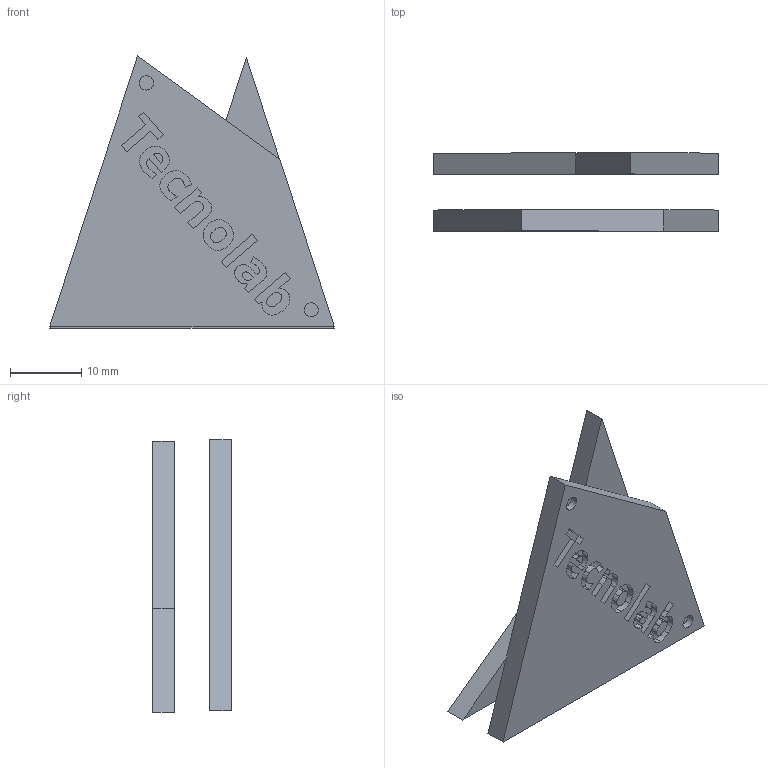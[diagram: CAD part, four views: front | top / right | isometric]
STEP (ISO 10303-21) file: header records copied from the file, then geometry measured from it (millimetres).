
FILE_DESCRIPTION(('FreeCAD Model'),'2;1');
FILE_NAME('Teselas-penrose-tecnolab.step', '2016-10-28T12:35:19',(''),(''),'Open CASCADE STEP processor 6.8', 'FreeCAD','Unknown');
FILE_SCHEMA(('AUTOMOTIVE_DESIGN_CC2 { 1 2 10303 214 -1 1 5 4 }'));
Length unit declared in the file: millimetre
Products named in the file (3): ASSEMBLY; Cometa; Flecha
Assembly tree (2 placements, depth 2):
  ASSEMBLY
    Cometa
    Flecha
Bounding box: 40 x 11 x 38.27 mm (x, y, z)
Volume: 4419.6 mm3; surface area: 4139.5 mm2
Topology: 2 solids, 2 shells, 298 faces, 801 edges, 534 vertices
Faces by surface type: extrusion 162, plane 132, cylinder 4
Full cylindrical faces by diameter (mm): 2 x4
Entity records: 19959 total; most frequent: CARTESIAN_POINT 4906, DIRECTION 2195, VECTOR 1901, LINE 1739, ORIENTED_EDGE 1602, PCURVE 1602, DEFINITIONAL_REPRESENTATION 1602, B_SPLINE_CURVE_WITH_KNOTS 810
